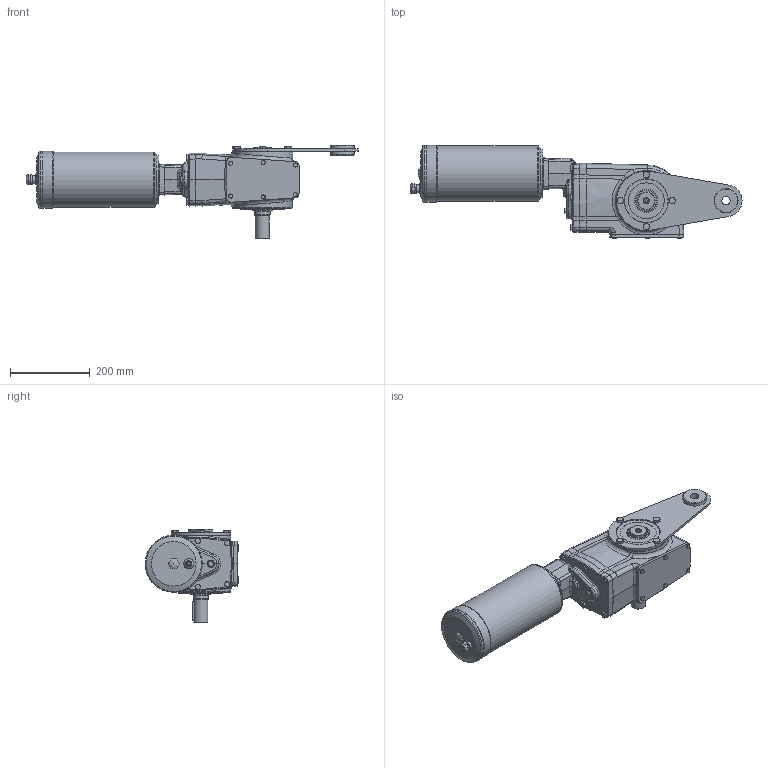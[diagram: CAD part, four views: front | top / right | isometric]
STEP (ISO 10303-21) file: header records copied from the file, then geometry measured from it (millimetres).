
FILE_DESCRIPTION( ( 'Unknown' ), '1' );
FILE_NAME( 'EBEADF74DAAEF676F8CD7D6A8785AF5.3d.stp', 'Unknown', ( 'Unknown' ), ( 'Unknown' ), 'PSStep 10.1', 'Unknown', ' ' );
FILE_SCHEMA( ( 'AUTOMOTIVE_DESIGN { 1 0 10303 214 1 1 1 1 }' ) );
Length unit declared in the file: millimetre
Products named in the file (1): X63N
Bounding box: 832.5 x 234.7 x 235.5 mm (x, y, z)
Volume: 11260005.4 mm3; surface area: 509507.9 mm2
Topology: 1 solids, 23 shells, 965 faces, 2222 edges, 1375 vertices
Faces by surface type: plane 365, cylinder 233, cone 213, bspline 83, torus 64, extrusion 4, sphere 3
Full cylindrical faces by diameter (mm): 4.917 x9, 7 x5, 8 x4, 8.376 x34, 8.9 x6, 9 x4, 10 x4, 10.5 x1, 11 x4, 11.6 x6, 13 x5, 13.4 x1, 14 x4, 14.6 x4, 15 x1, 16.662 x1, 18 x1, 19 x1, 20 x1, 21 x1, 25 x1, 34.6 x2, 35 x4, 35.2 x1, 39 x1, 44 x1, 47 x1, 49 x1, 50 x3, 50.1 x1
Entity records: 44590 total; most frequent: CARTESIAN_POINT 17496, DIRECTION 3939, ORIENTED_EDGE 3616, EDGE_CURVE 1808, AXIS2_PLACEMENT_3D 1661, EDGE_LOOP 1348, VERTEX_POINT 1266, FACE_OUTER_BOUND 1159
